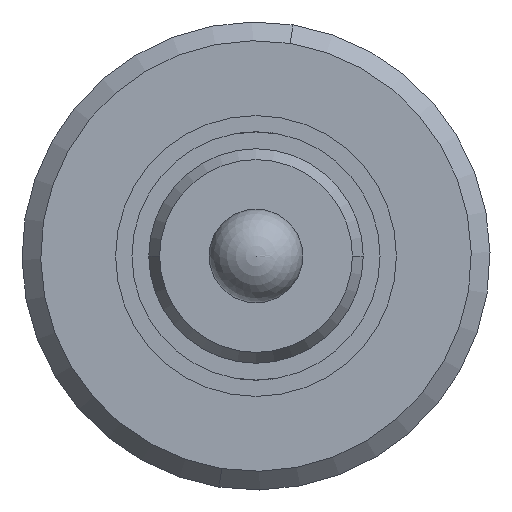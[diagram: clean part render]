
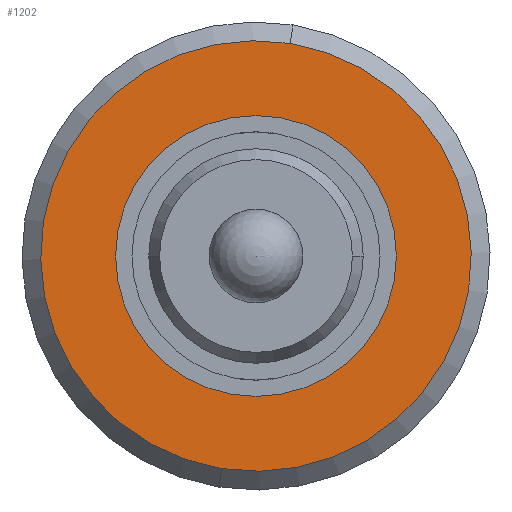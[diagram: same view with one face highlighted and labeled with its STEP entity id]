
A CAD part, front view. The second image highlights one B-rep face of the part: STEP entity #1202.
In plain terms, the highlighted planar face has unit normal (0, -1, 0).
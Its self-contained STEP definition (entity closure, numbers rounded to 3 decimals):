
#32 = CARTESIAN_POINT ( 'NONE',  ( 0., 5.2, 0. ) ) ;
#49 = FACE_OUTER_BOUND ( 'NONE', #943, .T. ) ;
#272 = CARTESIAN_POINT ( 'NONE',  ( 0., 5.2, 0. ) ) ;
#365 = VERTEX_POINT ( 'NONE', #425 ) ;
#370 = CARTESIAN_POINT ( 'NONE',  ( 0., 5.2, 0.9 ) ) ;
#384 = DIRECTION ( 'NONE',  ( 0., 0., -1. ) ) ;
#419 = ORIENTED_EDGE ( 'NONE', *, *, #2996, .T. ) ;
#425 = CARTESIAN_POINT ( 'NONE',  ( -0.364, 5.2, -2.271 ) ) ;
#483 = DIRECTION ( 'NONE',  ( 0., -1., 0. ) ) ;
#672 = DIRECTION ( 'NONE',  ( 0., 0., -1. ) ) ;
#767 = AXIS2_PLACEMENT_3D ( 'NONE', #272, #5131, #1138 ) ;
#795 = DIRECTION ( 'NONE',  ( 0., -1., 0. ) ) ;
#847 = CIRCLE ( 'NONE', #878, 2.3 ) ;
#878 = AXIS2_PLACEMENT_3D ( 'NONE', #32, #795, #3226 ) ;
#937 = AXIS2_PLACEMENT_3D ( 'NONE', #2957, #483, #4601 ) ;
#943 = EDGE_LOOP ( 'NONE', ( #3466, #5115 ) ) ;
#1138 = DIRECTION ( 'NONE',  ( -0.158, 0., -0.987 ) ) ;
#1202 = ADVANCED_FACE ( 'Defeature ausgef�hrt1_19', ( #2477, #49 ), #3572, .F. ) ;
#1627 = VERTEX_POINT ( 'NONE', #370 ) ;
#2054 = CIRCLE ( 'NONE', #937, 2.3 ) ;
#2111 = VERTEX_POINT ( 'NONE', #2719 ) ;
#2118 = CIRCLE ( 'NONE', #2846, 0.9 ) ;
#2274 = DIRECTION ( 'NONE',  ( 0., 1., 0. ) ) ;
#2410 = CARTESIAN_POINT ( 'NONE',  ( 0., 5.2, 0. ) ) ;
#2477 = FACE_BOUND ( 'NONE', #2775, .T. ) ;
#2510 = AXIS2_PLACEMENT_3D ( 'NONE', #2410, #4858, #384 ) ;
#2719 = CARTESIAN_POINT ( 'NONE',  ( 0.364, 5.2, 2.271 ) ) ;
#2775 = EDGE_LOOP ( 'NONE', ( #419, #4279 ) ) ;
#2846 = AXIS2_PLACEMENT_3D ( 'NONE', #3100, #2274, #672 ) ;
#2957 = CARTESIAN_POINT ( 'NONE',  ( 0., 5.2, 0. ) ) ;
#2996 = EDGE_CURVE ( 'Defeature ausgef�hrt1_19+Defeature ausgef�hrt1_18+Defeature ausgef�hrt1_18+Defeature ausgef�hrt1_18', #3920, #1627, #2118, .T. ) ;
#3100 = CARTESIAN_POINT ( 'NONE',  ( 0., 5.2, 0. ) ) ;
#3226 = DIRECTION ( 'NONE',  ( 0.158, 0., 0.987 ) ) ;
#3466 = ORIENTED_EDGE ( 'NONE', *, *, #3820, .T. ) ;
#3572 = PLANE ( 'NONE',  #767 ) ;
#3820 = EDGE_CURVE ( 'Defeature ausgef�hrt1_19+Defeature ausgef�hrt1_20+Defeature ausgef�hrt1_20+Defeature ausgef�hrt1_20', #365, #2111, #2054, .T. ) ;
#3920 = VERTEX_POINT ( 'NONE', #4785 ) ;
#4137 = CIRCLE ( 'NONE', #2510, 0.9 ) ;
#4279 = ORIENTED_EDGE ( 'NONE', *, *, #5130, .T. ) ;
#4601 = DIRECTION ( 'NONE',  ( 0.158, 0., 0.987 ) ) ;
#4625 = EDGE_CURVE ( 'Defeature ausgef�hrt1_19+Defeature ausgef�hrt1_20+Defeature ausgef�hrt1_20+Defeature ausgef�hrt1_20', #2111, #365, #847, .T. ) ;
#4785 = CARTESIAN_POINT ( 'NONE',  ( 0., 5.2, -0.9 ) ) ;
#4858 = DIRECTION ( 'NONE',  ( 0., 1., 0. ) ) ;
#5115 = ORIENTED_EDGE ( 'NONE', *, *, #4625, .T. ) ;
#5130 = EDGE_CURVE ( 'Defeature ausgef�hrt1_19+Defeature ausgef�hrt1_18+Defeature ausgef�hrt1_18+Defeature ausgef�hrt1_18', #1627, #3920, #4137, .T. ) ;
#5131 = DIRECTION ( 'NONE',  ( 0., 1., 0. ) ) ;
